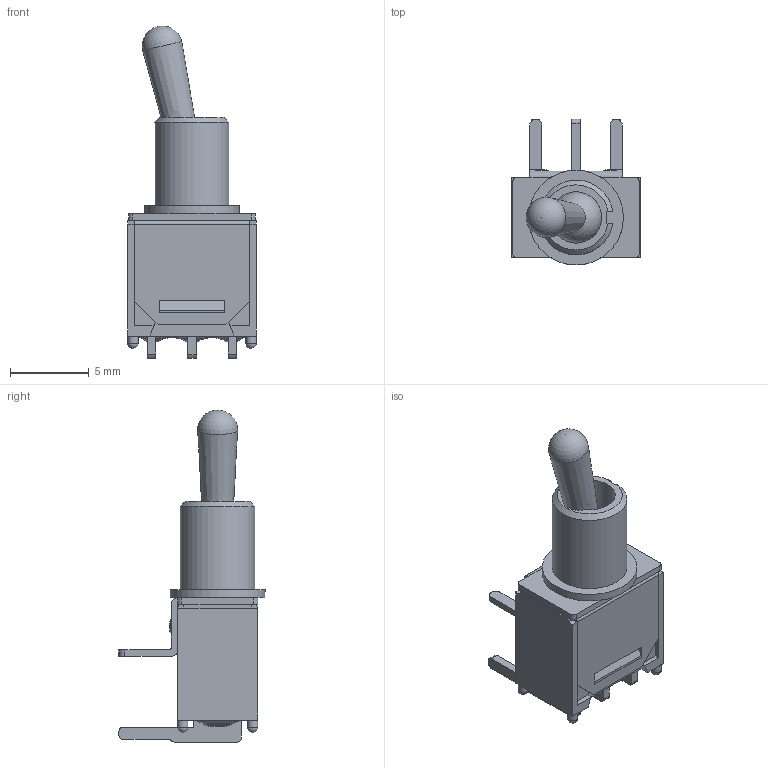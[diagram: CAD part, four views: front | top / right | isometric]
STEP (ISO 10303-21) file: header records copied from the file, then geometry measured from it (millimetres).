
FILE_DESCRIPTION(/* description */ (''),/* implementation_level */ '2;1');
FILE_NAME(/* name */ '200MSPxT21B3M6xE.stp',/* time_stamp */ '2025-04-29T08:41:41-05:00',/* author */ ('mroman'),/* organization */ (''),/* preprocessor_version */ 'ST-DEVELOPER v18.1',/* originating_system */ 'Autodesk Inventor 2022',/* authorisation */ '');
FILE_SCHEMA (('AUTOMOTIVE_DESIGN { 1 0 10303 214 3 1 1 }'));
Length unit declared in the file: inch
Products named in the file (1): 200MSPxT21B3M6xE
Bounding box: 8.13 x 9.25 x 21.02 mm (x, y, z)
Volume: 310.3 mm3; surface area: 983.8 mm2
Topology: 1 solids, 2 shells, 192 faces, 540 edges, 344 vertices
Faces by surface type: plane 131, cylinder 40, bspline 10, sphere 7, cone 4
Full cylindrical faces by diameter (mm): 0.65 x4, 3.25 x2, 6 x1
Entity records: 6563 total; most frequent: CARTESIAN_POINT 1587, ORIENTED_EDGE 1068, DIRECTION 980, EDGE_CURVE 534, LINE 382, VECTOR 382, VERTEX_POINT 344, AXIS2_PLACEMENT_3D 299
